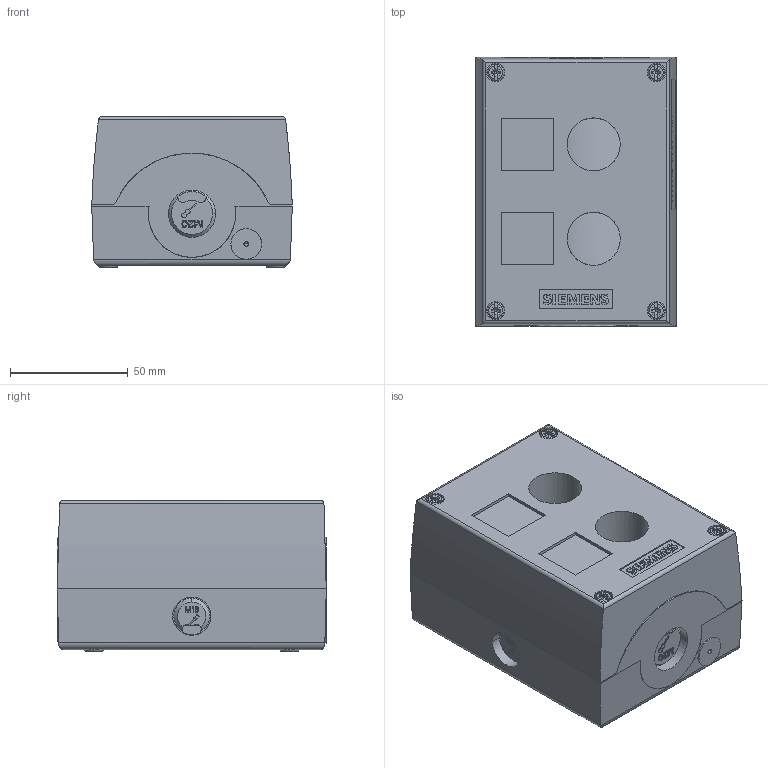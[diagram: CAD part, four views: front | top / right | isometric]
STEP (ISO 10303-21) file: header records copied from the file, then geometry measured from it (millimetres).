
FILE_DESCRIPTION(('STEP AP214'),'1');
FILE_NAME('cctmp_B771F0C5-0E86-4965-9D0E-5E55201F0F72_2023_07_21_14_44_54_0206..stp','2023-07-21T12:44:55',('SIEMENS A&D'),('CADClick - www.CADClick.com'),'Spatial InterOp 3D postprocessed',' ','unknown authorization');
FILE_SCHEMA(('AUTOMOTIVE_DESIGN'));
Length unit declared in the file: millimetre
Products named in the file (1): 2023_07_21_14_44_54_0167
Bounding box: 85.04 x 114.2 x 64 mm (x, y, z)
Volume: 534727.5 mm3; surface area: 62889.7 mm2
Topology: 1 solids, 3 shells, 1319 faces, 3646 edges, 2418 vertices
Faces by surface type: plane 927, cylinder 262, extrusion 90, cone 22, torus 16, sphere 2
Entity records: 53993 total; most frequent: CARTESIAN_POINT 12250, ORIENTED_EDGE 7288, DIRECTION 6326, EDGE_CURVE 3644, VECTOR 2794, LINE 2704, VERTEX_POINT 2418, STYLED_ITEM 2394
